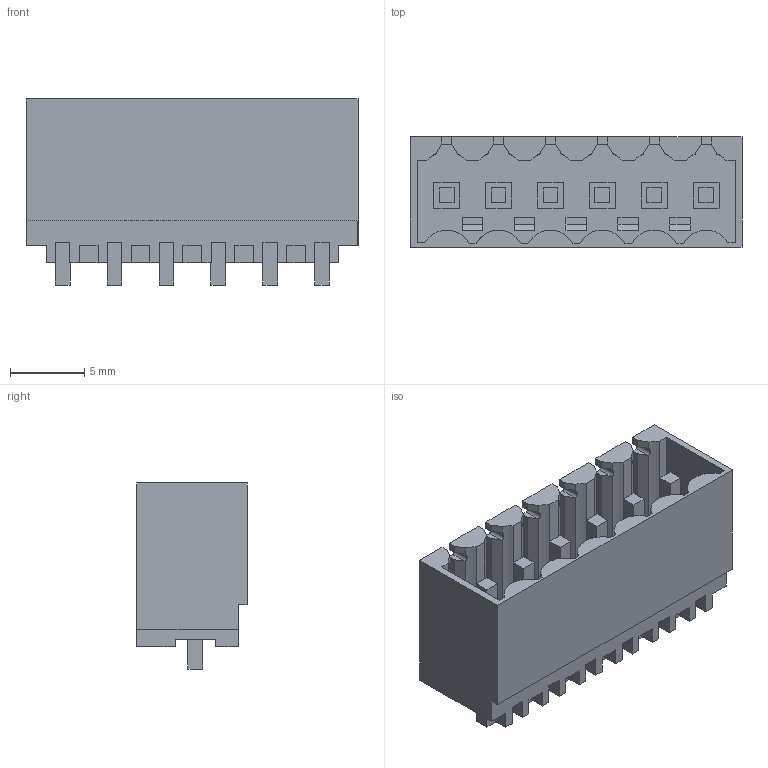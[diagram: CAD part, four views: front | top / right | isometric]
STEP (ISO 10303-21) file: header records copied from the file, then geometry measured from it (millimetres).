
FILE_DESCRIPTION(('CATIA V5 STEP Exchange','CAx-IF Rec.Pracs.--- Model Styling and Organization---1.2---2011-12-15'),'2;1');
FILE_NAME ('D1455471_0_1753022001_1753022001.stp','2018-03-13T13:01:44+00:00',('none'),('Weidmueller'),'CATIA Version 5-6 Release 2014','CATIA V5 STEP AP214','none');
FILE_SCHEMA(('AUTOMOTIVE_DESIGN { 1 0 10303 214 1 1 1 1 }'));
Length unit declared in the file: millimetre
Products named in the file (1): 1753022001
Bounding box: 22.4 x 7.45 x 12.55 mm (x, y, z)
Volume: 733 mm3; surface area: 2124.2 mm2
Topology: 7 solids, 7 shells, 444 faces, 1303 edges, 884 vertices
Faces by surface type: plane 402, cylinder 42
Entity records: 15196 total; most frequent: CARTESIAN_POINT 3057, ORIENTED_EDGE 2606, DIRECTION 2101, EDGE_CURVE 1303, VECTOR 1195, LINE 1195, VERTEX_POINT 884, EDGE_LOOP 467
